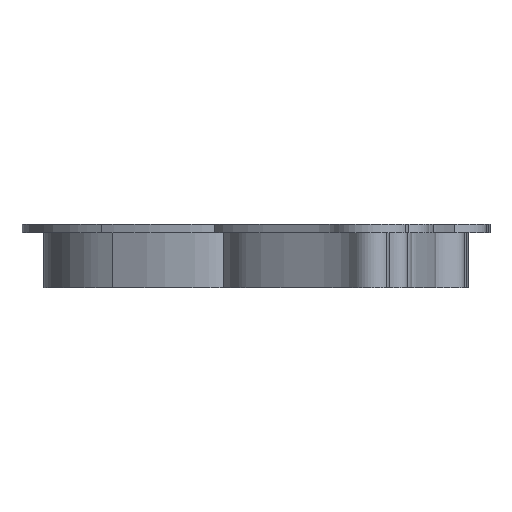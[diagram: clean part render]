
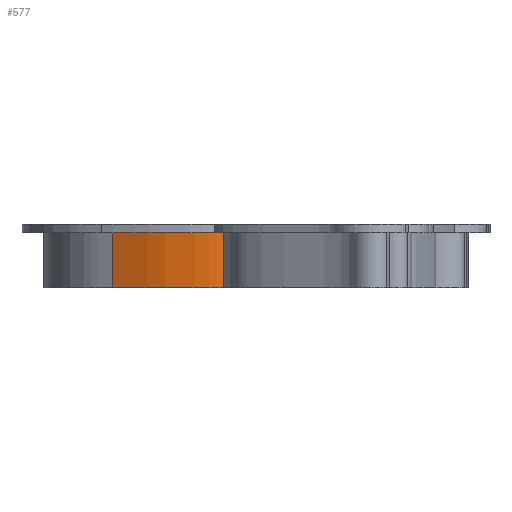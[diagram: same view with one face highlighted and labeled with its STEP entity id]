
A CAD part, left-side view. The second image highlights one B-rep face of the part: STEP entity #577.
In plain terms, the highlighted free-form (B-spline) face has degree [3, 1] with [16, 2] control points.
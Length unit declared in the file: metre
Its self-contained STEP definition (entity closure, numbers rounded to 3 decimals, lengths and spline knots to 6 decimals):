
#37=LINE('',#1846,#66);
#38=LINE('',#2033,#67);
#66=VECTOR('',#643,1.);
#67=VECTOR('',#644,1.);
#134=ORIENTED_EDGE('',*,*,#300,.T.);
#135=ORIENTED_EDGE('',*,*,#301,.F.);
#136=ORIENTED_EDGE('',*,*,#302,.F.);
#137=ORIENTED_EDGE('',*,*,#298,.T.);
#298=EDGE_CURVE('',#376,#375,#37,.T.);
#300=EDGE_CURVE('',#375,#377,#433,.T.);
#301=EDGE_CURVE('',#378,#377,#38,.T.);
#302=EDGE_CURVE('',#376,#378,#434,.T.);
#375=VERTEX_POINT('',#1845);
#376=VERTEX_POINT('',#1847);
#377=VERTEX_POINT('',#2032);
#378=VERTEX_POINT('',#2034);
#433=B_SPLINE_CURVE_WITH_KNOTS('',3,(#2003,#2004,#2005,#2006,#2007,#2008,
#2009,#2010,#2011,#2012,#2013,#2014,#2015,#2016,#2017,#2018,#2019,#2020,
#2021,#2022,#2023,#2024,#2025,#2026,#2027,#2028,#2029,#2030,#2031),
 .UNSPECIFIED.,.F.,.F.,(4,1,1,1,1,1,1,1,1,1,1,1,1,1,1,1,1,1,1,1,1,1,1,1,
1,1,4),(1.091466,1.095487,1.097497,1.099507,
1.103528,1.105538,1.107548,1.109558,1.111568,
1.113578,1.115589,1.119609,1.123629,1.12765,
1.12966,1.13167,1.13368,1.13569,1.139711,
1.143731,1.147751,1.149762,1.150767,1.151772,
1.152777,1.153782,1.155792),.UNSPECIFIED.);
#434=B_SPLINE_CURVE_WITH_KNOTS('',3,(#2035,#2036,#2037,#2038,#2039,#2040,
#2041,#2042,#2043,#2044,#2045,#2046,#2047,#2048,#2049,#2050,#2051,#2052,
#2053,#2054,#2055,#2056,#2057,#2058,#2059,#2060,#2061,#2062,#2063),
 .UNSPECIFIED.,.F.,.F.,(4,1,1,1,1,1,1,1,1,1,1,1,1,1,1,1,1,1,1,1,1,1,1,1,
1,1,4),(1.091466,1.095487,1.097497,1.099507,
1.103528,1.105538,1.107548,1.109558,1.111568,
1.113578,1.115589,1.119609,1.123629,1.12765,
1.12966,1.13167,1.13368,1.13569,1.139711,
1.143731,1.147751,1.149762,1.150767,1.151772,
1.152777,1.153782,1.155792),.UNSPECIFIED.);
#476=EDGE_LOOP('',(#134,#135,#136,#137));
#513=FACE_BOUND('',#476,.T.);
#549=B_SPLINE_SURFACE_WITH_KNOTS('',3,1,((#1971,#1972),(#1973,#1974),(#1975,
#1976),(#1977,#1978),(#1979,#1980),(#1981,#1982),(#1983,#1984),(#1985,#1986),
(#1987,#1988),(#1989,#1990),(#1991,#1992),(#1993,#1994),(#1995,#1996),(#1997,
#1998),(#1999,#2000),(#2001,#2002)),.SURF_OF_LINEAR_EXTRUSION.,.F.,.F.,
 .F.,(4,1,1,1,1,1,1,1,1,1,1,1,1,4),(2,2),(1.091466,1.095487,
1.099507,1.107548,1.111568,1.115589,1.119609,
1.123629,1.13167,1.139711,1.143731,1.147751,
1.151772,1.155792),(0.,1.),.UNSPECIFIED.);
#577=ADVANCED_FACE('',(#513),#549,.F.);
#643=DIRECTION('',(0.,0.,-1.));
#644=DIRECTION('',(0.,0.,-1.));
#1845=CARTESIAN_POINT('',(-0.0187,0.037876,0.));
#1846=CARTESIAN_POINT('',(-0.0187,0.037876,0.0127));
#1847=CARTESIAN_POINT('',(-0.0187,0.037876,0.0127));
#1971=CARTESIAN_POINT('',(-0.0187,0.037876,0.0127));
#1972=CARTESIAN_POINT('',(-0.0187,0.037876,0.));
#1973=CARTESIAN_POINT('',(-0.018901,0.037549,0.0127));
#1974=CARTESIAN_POINT('',(-0.018901,0.037549,0.));
#1975=CARTESIAN_POINT('',(-0.019302,0.036881,0.0127));
#1976=CARTESIAN_POINT('',(-0.019302,0.036881,0.));
#1977=CARTESIAN_POINT('',(-0.020197,0.035048,0.0127));
#1978=CARTESIAN_POINT('',(-0.020197,0.035048,0.));
#1979=CARTESIAN_POINT('',(-0.021223,0.032573,0.0127));
#1980=CARTESIAN_POINT('',(-0.021223,0.032573,0.));
#1981=CARTESIAN_POINT('',(-0.022109,0.030408,0.0127));
#1982=CARTESIAN_POINT('',(-0.022109,0.030408,0.));
#1983=CARTESIAN_POINT('',(-0.022702,0.028891,0.0127));
#1984=CARTESIAN_POINT('',(-0.022702,0.028891,0.));
#1985=CARTESIAN_POINT('',(-0.023235,0.027296,0.0127));
#1986=CARTESIAN_POINT('',(-0.023235,0.027296,0.));
#1987=CARTESIAN_POINT('',(-0.023842,0.024908,0.0127));
#1988=CARTESIAN_POINT('',(-0.023842,0.024908,0.));
#1989=CARTESIAN_POINT('',(-0.024393,0.021723,0.0127));
#1990=CARTESIAN_POINT('',(-0.024393,0.021723,0.));
#1991=CARTESIAN_POINT('',(-0.024738,0.019168,0.0127));
#1992=CARTESIAN_POINT('',(-0.024738,0.019168,0.));
#1993=CARTESIAN_POINT('',(-0.024812,0.017091,0.0127));
#1994=CARTESIAN_POINT('',(-0.024812,0.017091,0.));
#1995=CARTESIAN_POINT('',(-0.024724,0.015436,0.0127));
#1996=CARTESIAN_POINT('',(-0.024724,0.015436,0.));
#1997=CARTESIAN_POINT('',(-0.024447,0.01378,0.0127));
#1998=CARTESIAN_POINT('',(-0.024447,0.01378,0.));
#1999=CARTESIAN_POINT('',(-0.023981,0.012702,0.0127));
#2000=CARTESIAN_POINT('',(-0.023981,0.012702,0.));
#2001=CARTESIAN_POINT('',(-0.023729,0.012274,0.0127));
#2002=CARTESIAN_POINT('',(-0.023729,0.012274,0.));
#2003=CARTESIAN_POINT('',(-0.0187,0.037876,0.));
#2004=CARTESIAN_POINT('',(-0.018901,0.037549,0.));
#2005=CARTESIAN_POINT('',(-0.019202,0.037046,0.));
#2006=CARTESIAN_POINT('',(-0.019638,0.036197,0.));
#2007=CARTESIAN_POINT('',(-0.020097,0.035221,0.));
#2008=CARTESIAN_POINT('',(-0.020585,0.034098,0.));
#2009=CARTESIAN_POINT('',(-0.021075,0.032927,0.));
#2010=CARTESIAN_POINT('',(-0.021436,0.032051,0.));
#2011=CARTESIAN_POINT('',(-0.021779,0.031212,0.));
#2012=CARTESIAN_POINT('',(-0.0221,0.030423,0.));
#2013=CARTESIAN_POINT('',(-0.022405,0.029651,0.));
#2014=CARTESIAN_POINT('',(-0.022791,0.028624,0.));
#2015=CARTESIAN_POINT('',(-0.023235,0.027297,0.));
#2016=CARTESIAN_POINT('',(-0.023691,0.025504,0.));
#2017=CARTESIAN_POINT('',(-0.024,0.023949,0.));
#2018=CARTESIAN_POINT('',(-0.024213,0.022729,0.));
#2019=CARTESIAN_POINT('',(-0.024355,0.021841,0.));
#2020=CARTESIAN_POINT('',(-0.024479,0.021001,0.));
#2021=CARTESIAN_POINT('',(-0.024623,0.019934,0.));
#2022=CARTESIAN_POINT('',(-0.024758,0.018648,0.));
#2023=CARTESIAN_POINT('',(-0.024811,0.017091,0.));
#2024=CARTESIAN_POINT('',(-0.024742,0.015712,0.));
#2025=CARTESIAN_POINT('',(-0.024601,0.014746,0.));
#2026=CARTESIAN_POINT('',(-0.024487,0.014196,0.));
#2027=CARTESIAN_POINT('',(-0.024381,0.013786,0.));
#2028=CARTESIAN_POINT('',(-0.024251,0.013377,0.));
#2029=CARTESIAN_POINT('',(-0.024038,0.012839,0.));
#2030=CARTESIAN_POINT('',(-0.023855,0.012488,0.));
#2031=CARTESIAN_POINT('',(-0.023729,0.012274,0.));
#2032=CARTESIAN_POINT('',(-0.023729,0.012274,0.));
#2033=CARTESIAN_POINT('',(-0.023729,0.012274,0.0127));
#2034=CARTESIAN_POINT('',(-0.023729,0.012274,0.0127));
#2035=CARTESIAN_POINT('',(-0.0187,0.037876,0.0127));
#2036=CARTESIAN_POINT('',(-0.018901,0.037549,0.0127));
#2037=CARTESIAN_POINT('',(-0.019202,0.037046,0.0127));
#2038=CARTESIAN_POINT('',(-0.019638,0.036197,0.0127));
#2039=CARTESIAN_POINT('',(-0.020097,0.035221,0.0127));
#2040=CARTESIAN_POINT('',(-0.020585,0.034098,0.0127));
#2041=CARTESIAN_POINT('',(-0.021075,0.032927,0.0127));
#2042=CARTESIAN_POINT('',(-0.021436,0.032051,0.0127));
#2043=CARTESIAN_POINT('',(-0.021779,0.031212,0.0127));
#2044=CARTESIAN_POINT('',(-0.0221,0.030423,0.0127));
#2045=CARTESIAN_POINT('',(-0.022405,0.029651,0.0127));
#2046=CARTESIAN_POINT('',(-0.022791,0.028624,0.0127));
#2047=CARTESIAN_POINT('',(-0.023235,0.027297,0.0127));
#2048=CARTESIAN_POINT('',(-0.023691,0.025504,0.0127));
#2049=CARTESIAN_POINT('',(-0.024,0.023949,0.0127));
#2050=CARTESIAN_POINT('',(-0.024213,0.022729,0.0127));
#2051=CARTESIAN_POINT('',(-0.024355,0.021841,0.0127));
#2052=CARTESIAN_POINT('',(-0.024479,0.021001,0.0127));
#2053=CARTESIAN_POINT('',(-0.024623,0.019934,0.0127));
#2054=CARTESIAN_POINT('',(-0.024758,0.018648,0.0127));
#2055=CARTESIAN_POINT('',(-0.024811,0.017091,0.0127));
#2056=CARTESIAN_POINT('',(-0.024742,0.015712,0.0127));
#2057=CARTESIAN_POINT('',(-0.024601,0.014746,0.0127));
#2058=CARTESIAN_POINT('',(-0.024487,0.014196,0.0127));
#2059=CARTESIAN_POINT('',(-0.024381,0.013786,0.0127));
#2060=CARTESIAN_POINT('',(-0.024251,0.013377,0.0127));
#2061=CARTESIAN_POINT('',(-0.024038,0.012839,0.0127));
#2062=CARTESIAN_POINT('',(-0.023855,0.012488,0.0127));
#2063=CARTESIAN_POINT('',(-0.023729,0.012274,0.0127));
